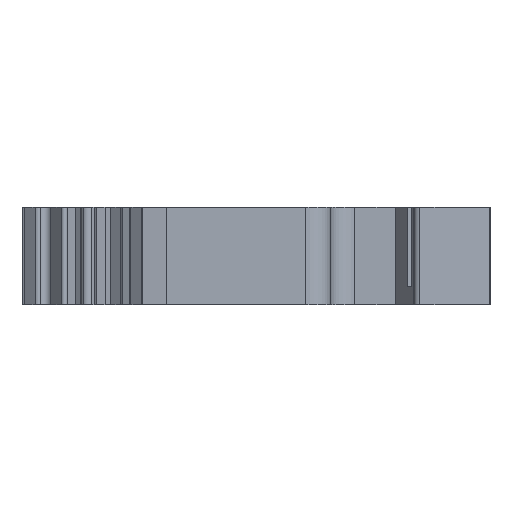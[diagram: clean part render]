
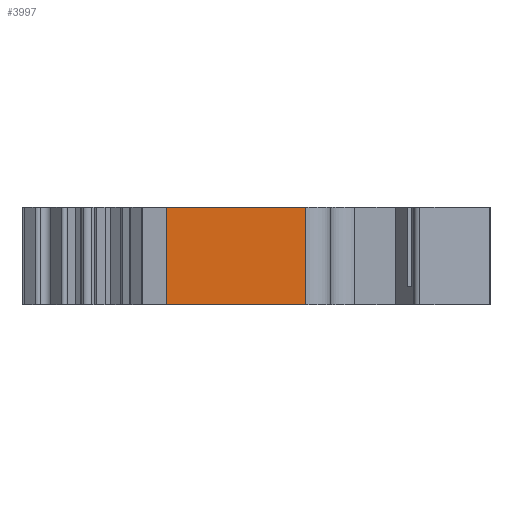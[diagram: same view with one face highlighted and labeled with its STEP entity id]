
A CAD part, left-side view. The second image highlights one B-rep face of the part: STEP entity #3997.
In plain terms, the highlighted planar face has unit normal (-1, 0, 0).
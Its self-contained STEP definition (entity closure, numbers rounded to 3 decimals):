
#130=DIRECTION('',(0.,-1.,0.));
#131=VECTOR('',#130,11.365);
#132=CARTESIAN_POINT('',(-28.,7.365,-4.));
#133=LINE('',#132,#131);
#973=DIRECTION('',(0.,-1.,0.));
#974=VECTOR('',#973,11.365);
#975=CARTESIAN_POINT('',(-28.,7.365,4.));
#976=LINE('',#975,#974);
#1451=DIRECTION('',(0.,0.,1.));
#1452=VECTOR('',#1451,8.);
#1453=CARTESIAN_POINT('',(-28.,-4.,-4.));
#1454=LINE('',#1453,#1452);
#1455=DIRECTION('',(0.,0.,1.));
#1456=VECTOR('',#1455,8.);
#1457=CARTESIAN_POINT('',(-28.,7.365,-4.));
#1458=LINE('',#1457,#1456);
#1814=CARTESIAN_POINT('',(-28.,7.365,-4.));
#1816=VERTEX_POINT('',#1814);
#1817=CARTESIAN_POINT('',(-28.,-4.,-4.));
#1818=VERTEX_POINT('',#1817);
#2030=CARTESIAN_POINT('',(-28.,7.365,4.));
#2032=VERTEX_POINT('',#2030);
#2033=CARTESIAN_POINT('',(-28.,-4.,4.));
#2034=VERTEX_POINT('',#2033);
#3985=CARTESIAN_POINT('',(-28.,7.365,-4.));
#3986=DIRECTION('',(-1.,0.,0.));
#3987=DIRECTION('',(0.,-1.,0.));
#3988=AXIS2_PLACEMENT_3D('',#3985,#3986,#3987);
#3989=PLANE('',#3988);
#3990=ORIENTED_EDGE('',*,*,#2367,.F.);
#3992=ORIENTED_EDGE('',*,*,#3991,.T.);
#3993=ORIENTED_EDGE('',*,*,#3761,.T.);
#3994=ORIENTED_EDGE('',*,*,#3978,.F.);
#3995=EDGE_LOOP('',(#3990,#3992,#3993,#3994));
#3996=FACE_OUTER_BOUND('',#3995,.F.);
#2367=EDGE_CURVE('',#1816,#1818,#133,.T.);
#3761=EDGE_CURVE('',#2032,#2034,#976,.T.);
#3978=EDGE_CURVE('',#1818,#2034,#1454,.T.);
#3991=EDGE_CURVE('',#1816,#2032,#1458,.T.);
#3997=ADVANCED_FACE('',(#3996),#3989,.T.);
